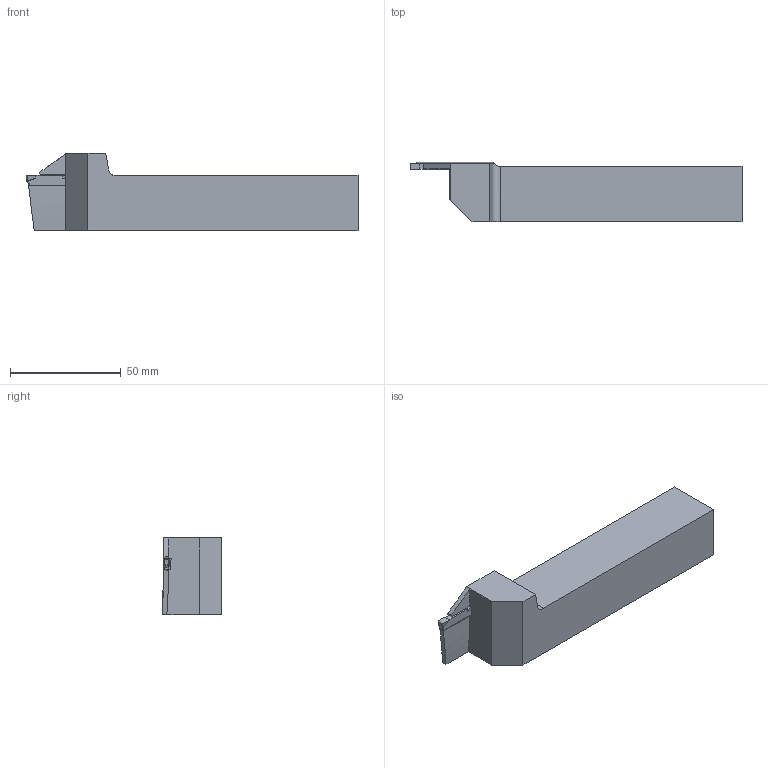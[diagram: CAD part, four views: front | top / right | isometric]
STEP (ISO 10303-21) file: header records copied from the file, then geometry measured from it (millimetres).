
FILE_DESCRIPTION(/* description */ (''),/* implementation_level */ '2;1');
FILE_NAME(/* name */ 'AAKT-K-R-2525-700-800-3-T17.stp',/* time_stamp */ '2023-10-17T22:29:06+03:00',/* author */ (''),/* organization */ (''),/* preprocessor_version */ 'ST-DEVELOPER v19.4',/* originating_system */ 'SIEMENS PLM Software NX2306.3001',/* authorisation */ '');
FILE_SCHEMA (('AUTOMOTIVE_DESIGN { 1 0 10303 214 3 1 1 1 }'));
Length unit declared in the file: millimetre
Products named in the file (1): AAKT-K-R-2525-700-800-3-T17_x_t_objects
Bounding box: 150 x 27.04 x 35 mm (x, y, z)
Volume: 87557.2 mm3; surface area: 16301.7 mm2
Topology: 2 solids, 2 shells, 83 faces, 211 edges, 131 vertices
Faces by surface type: plane 37, cylinder 26, bspline 16, torus 4
Entity records: 3452 total; most frequent: CARTESIAN_POINT 1544, ORIENTED_EDGE 420, DIRECTION 336, EDGE_CURVE 210, VERTEX_POINT 131, LINE 112, VECTOR 112, AXIS2_PLACEMENT_3D 112
